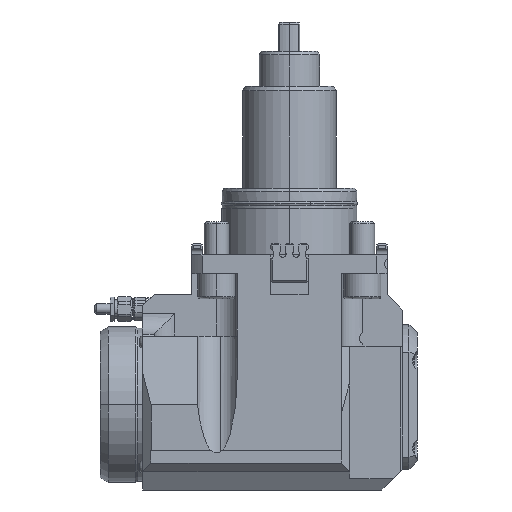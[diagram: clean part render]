
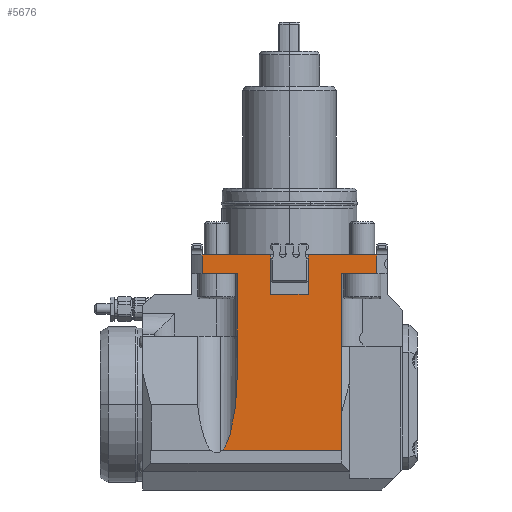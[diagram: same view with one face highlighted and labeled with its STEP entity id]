
A CAD part, front view. The second image highlights one B-rep face of the part: STEP entity #5676.
In plain terms, the highlighted planar face has unit normal (0, -1, 0).
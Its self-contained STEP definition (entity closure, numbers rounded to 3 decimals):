
#763=CARTESIAN_POINT('',(-41.952,-47.,0.));
#764=VERTEX_POINT('',#763);
#765=CARTESIAN_POINT('',(-41.952,-47.,-9.));
#766=VERTEX_POINT('',#765);
#767=CARTESIAN_POINT('',(-41.952,-47.,0.));
#768=DIRECTION('',(0.,0.,-1.));
#769=VECTOR('',#768,9.);
#770=LINE('',#767,#769);
#771=EDGE_CURVE('',#764,#766,#770,.T.);
#2215=CARTESIAN_POINT('',(9.005,-47.,-19.));
#2216=VERTEX_POINT('',#2215);
#2233=CARTESIAN_POINT('',(-9.005,-47.,-19.));
#2234=VERTEX_POINT('',#2233);
#2241=CARTESIAN_POINT('',(9.005,-47.,-19.));
#2242=DIRECTION('',(-1.,0.,0.));
#2243=VECTOR('',#2242,18.01);
#2244=LINE('',#2241,#2243);
#2245=EDGE_CURVE('',#2216,#2234,#2244,.T.);
#2809=CARTESIAN_POINT('',(25.,-47.,-76.));
#2810=VERTEX_POINT('',#2809);
#2817=CARTESIAN_POINT('',(25.,-47.,-94.));
#2818=VERTEX_POINT('',#2817);
#2819=CARTESIAN_POINT('',(25.,-47.,-76.));
#2820=DIRECTION('',(0.,0.,-1.));
#2821=VECTOR('',#2820,18.);
#2822=LINE('',#2819,#2821);
#2823=EDGE_CURVE('',#2810,#2818,#2822,.T.);
#2841=CARTESIAN_POINT('',(-32.234,-47.,-94.));
#2842=VERTEX_POINT('',#2841);
#2843=CARTESIAN_POINT('',(-32.234,-47.,-94.));
#2844=DIRECTION('',(1.,0.,0.));
#2845=VECTOR('',#2844,57.234);
#2846=LINE('',#2843,#2845);
#2847=EDGE_CURVE('',#2842,#2818,#2846,.T.);
#3539=CARTESIAN_POINT('',(-25.,-47.,-56.87));
#3540=VERTEX_POINT('',#3539);
#3541=CARTESIAN_POINT('',(-35.,-47.,-56.87));
#3542=DIRECTION('',(-0.,1.,-0.));
#3543=DIRECTION('',(0.,0.,1.));
#3544=AXIS2_PLACEMENT_3D('',#3541,#3542,#3543);
#3545=ELLIPSE('',#3544,38.637,10.);
#3546=EDGE_CURVE('',#3540,#2842,#3545,.T.);
#4723=CARTESIAN_POINT('',(25.,-47.,-9.));
#4724=VERTEX_POINT('',#4723);
#4731=CARTESIAN_POINT('',(25.,-47.,-76.));
#4732=DIRECTION('',(-0.,-0.,1.));
#4733=VECTOR('',#4732,67.);
#4734=LINE('',#4731,#4733);
#4735=EDGE_CURVE('',#2810,#4724,#4734,.T.);
#4747=CARTESIAN_POINT('',(-25.,-47.,-9.));
#4748=VERTEX_POINT('',#4747);
#4749=CARTESIAN_POINT('',(-25.,-47.,-9.));
#4750=DIRECTION('',(0.,-0.,-1.));
#4751=VECTOR('',#4750,47.87);
#4752=LINE('',#4749,#4751);
#4753=EDGE_CURVE('',#4748,#3540,#4752,.T.);
#4980=CARTESIAN_POINT('',(-9.005,-47.,0.));
#4981=VERTEX_POINT('',#4980);
#4982=CARTESIAN_POINT('',(-9.005,-47.,-19.));
#4983=DIRECTION('',(0.,0.,1.));
#4984=VECTOR('',#4983,19.);
#4985=LINE('',#4982,#4984);
#4986=EDGE_CURVE('',#2234,#4981,#4985,.T.);
#5054=CARTESIAN_POINT('',(9.005,-47.,0.));
#5055=VERTEX_POINT('',#5054);
#5056=CARTESIAN_POINT('',(9.005,-47.,0.));
#5057=DIRECTION('',(-0.,0.,-1.));
#5058=VECTOR('',#5057,19.);
#5059=LINE('',#5056,#5058);
#5060=EDGE_CURVE('',#5055,#2216,#5059,.T.);
#5233=CARTESIAN_POINT('',(41.952,-47.,-0.));
#5234=VERTEX_POINT('',#5233);
#5467=CARTESIAN_POINT('',(-41.952,-47.,0.));
#5468=DIRECTION('',(1.,0.,-0.));
#5469=VECTOR('',#5468,32.947);
#5470=LINE('',#5467,#5469);
#5471=EDGE_CURVE('',#764,#4981,#5470,.T.);
#5529=CARTESIAN_POINT('',(9.005,-47.,0.));
#5530=DIRECTION('',(1.,0.,-0.));
#5531=VECTOR('',#5530,32.947);
#5532=LINE('',#5529,#5531);
#5533=EDGE_CURVE('',#5055,#5234,#5532,.T.);
#5638=CARTESIAN_POINT('',(-47.,-47.,0.));
#5639=DIRECTION('',(0.,-1.,0.));
#5640=DIRECTION('',(0.,0.,1.));
#5641=AXIS2_PLACEMENT_3D('',#5638,#5639,#5640);
#5642=PLANE('',#5641);
#5643=ORIENTED_EDGE('',*,*,#4753,.T.);
#5644=ORIENTED_EDGE('',*,*,#3546,.T.);
#5645=ORIENTED_EDGE('',*,*,#2847,.T.);
#5646=ORIENTED_EDGE('',*,*,#2823,.F.);
#5647=ORIENTED_EDGE('',*,*,#4735,.T.);
#5648=CARTESIAN_POINT('',(41.952,-47.,-9.));
#5649=VERTEX_POINT('',#5648);
#5650=CARTESIAN_POINT('',(25.,-47.,-9.));
#5651=DIRECTION('',(1.,0.,0.));
#5652=VECTOR('',#5651,16.952);
#5653=LINE('',#5650,#5652);
#5654=EDGE_CURVE('',#4724,#5649,#5653,.T.);
#5655=ORIENTED_EDGE('',*,*,#5654,.T.);
#5656=CARTESIAN_POINT('',(41.952,-47.,-9.));
#5657=DIRECTION('',(0.,0.,1.));
#5658=VECTOR('',#5657,9.);
#5659=LINE('',#5656,#5658);
#5660=EDGE_CURVE('',#5649,#5234,#5659,.T.);
#5661=ORIENTED_EDGE('',*,*,#5660,.T.);
#5662=ORIENTED_EDGE('',*,*,#5533,.F.);
#5663=ORIENTED_EDGE('',*,*,#5060,.T.);
#5664=ORIENTED_EDGE('',*,*,#2245,.T.);
#5665=ORIENTED_EDGE('',*,*,#4986,.T.);
#5666=ORIENTED_EDGE('',*,*,#5471,.F.);
#5667=ORIENTED_EDGE('',*,*,#771,.T.);
#5668=CARTESIAN_POINT('',(-41.952,-47.,-9.));
#5669=DIRECTION('',(1.,0.,0.));
#5670=VECTOR('',#5669,16.952);
#5671=LINE('',#5668,#5670);
#5672=EDGE_CURVE('',#766,#4748,#5671,.T.);
#5673=ORIENTED_EDGE('',*,*,#5672,.T.);
#5674=EDGE_LOOP('',(#5643,#5644,#5645,#5646,#5647,#5655,#5661,#5662,#5663,#5664,#5665,#5666,#5667,#5673));
#5675=FACE_BOUND('',#5674,.T.);
#5676=ADVANCED_FACE('',(#5675),#5642,.T.);
